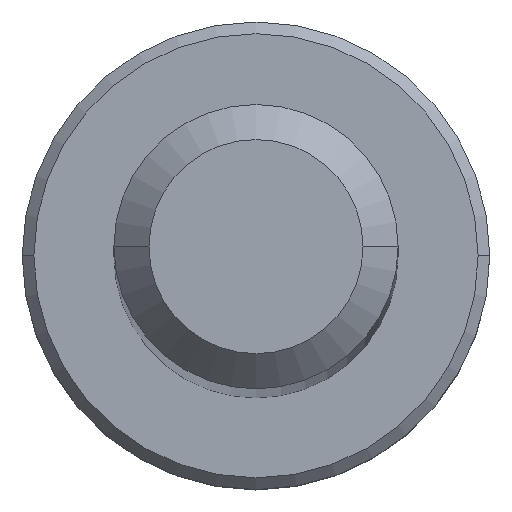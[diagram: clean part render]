
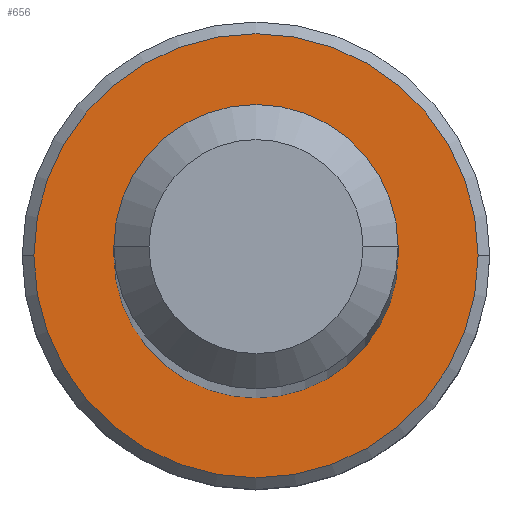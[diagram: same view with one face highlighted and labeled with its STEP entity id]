
A CAD part, top view. The second image highlights one B-rep face of the part: STEP entity #656.
In plain terms, the highlighted planar face has unit normal (0, 0, 1).
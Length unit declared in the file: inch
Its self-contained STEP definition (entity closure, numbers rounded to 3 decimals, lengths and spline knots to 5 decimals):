
#21 = CIRCLE ( 'NONE', #468, 0.14844 ) ;
#62 = ORIENTED_EDGE ( 'NONE', *, *, #690, .T. ) ;
#86 = AXIS2_PLACEMENT_3D ( 'NONE', #155, #393, #721 ) ;
#115 = CIRCLE ( 'NONE', #560, 0.095 ) ;
#116 = CARTESIAN_POINT ( 'NONE',  ( 0., 0., -3.5 ) ) ;
#123 = EDGE_CURVE ( 'NONE', #666, #274, #715, .T. ) ;
#133 = CARTESIAN_POINT ( 'NONE',  ( 0.095, 0., -3.5 ) ) ;
#155 = CARTESIAN_POINT ( 'NONE',  ( 0., 0., -3.5 ) ) ;
#169 = EDGE_LOOP ( 'NONE', ( #637, #62 ) ) ;
#189 = FACE_OUTER_BOUND ( 'NONE', #169, .T. ) ;
#209 = ORIENTED_EDGE ( 'NONE', *, *, #289, .F. ) ;
#235 = DIRECTION ( 'NONE',  ( 0., 0., 1. ) ) ;
#248 = CARTESIAN_POINT ( 'NONE',  ( 0., 0., -3.5 ) ) ;
#253 = AXIS2_PLACEMENT_3D ( 'NONE', #290, #682, #554 ) ;
#274 = VERTEX_POINT ( 'NONE', #604 ) ;
#289 = EDGE_CURVE ( 'NONE', #274, #666, #115, .T. ) ;
#290 = CARTESIAN_POINT ( 'NONE',  ( 0., 0., -3.5 ) ) ;
#305 = CARTESIAN_POINT ( 'NONE',  ( 0., 0., -3.5 ) ) ;
#393 = DIRECTION ( 'NONE',  ( 0., 0., 1. ) ) ;
#424 = DIRECTION ( 'NONE',  ( -1., 0., 0. ) ) ;
#430 = DIRECTION ( 'NONE',  ( -1., 0., 0. ) ) ;
#444 = CIRCLE ( 'NONE', #691, 0.14844 ) ;
#468 = AXIS2_PLACEMENT_3D ( 'NONE', #248, #672, #543 ) ;
#498 = ORIENTED_EDGE ( 'NONE', *, *, #123, .F. ) ;
#527 = VERTEX_POINT ( 'NONE', #593 ) ;
#543 = DIRECTION ( 'NONE',  ( -1., 0., 0. ) ) ;
#554 = DIRECTION ( 'NONE',  ( -1., 0., 0. ) ) ;
#555 = DIRECTION ( 'NONE',  ( 0., 0., 1. ) ) ;
#560 = AXIS2_PLACEMENT_3D ( 'NONE', #305, #555, #424 ) ;
#578 = EDGE_LOOP ( 'NONE', ( #498, #209 ) ) ;
#583 = EDGE_CURVE ( 'NONE', #527, #772, #444, .T. ) ;
#593 = CARTESIAN_POINT ( 'NONE',  ( -0.14844, 0., -3.5 ) ) ;
#603 = PLANE ( 'NONE',  #253 ) ;
#604 = CARTESIAN_POINT ( 'NONE',  ( -0.095, 0., -3.5 ) ) ;
#637 = ORIENTED_EDGE ( 'NONE', *, *, #583, .T. ) ;
#645 = CARTESIAN_POINT ( 'NONE',  ( 0.14844, 0., -3.5 ) ) ;
#656 = ADVANCED_FACE ( 'NONE', ( #189, #736 ), #603, .F. ) ;
#666 = VERTEX_POINT ( 'NONE', #133 ) ;
#672 = DIRECTION ( 'NONE',  ( 0., 0., 1. ) ) ;
#682 = DIRECTION ( 'NONE',  ( 0., 0., -1. ) ) ;
#690 = EDGE_CURVE ( 'NONE', #772, #527, #21, .T. ) ;
#691 = AXIS2_PLACEMENT_3D ( 'NONE', #116, #235, #430 ) ;
#715 = CIRCLE ( 'NONE', #86, 0.095 ) ;
#721 = DIRECTION ( 'NONE',  ( -1., 0., 0. ) ) ;
#736 = FACE_BOUND ( 'NONE', #578, .T. ) ;
#772 = VERTEX_POINT ( 'NONE', #645 ) ;
